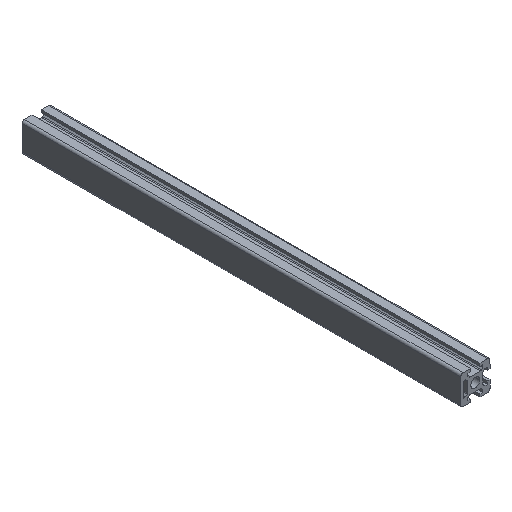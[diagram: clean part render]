
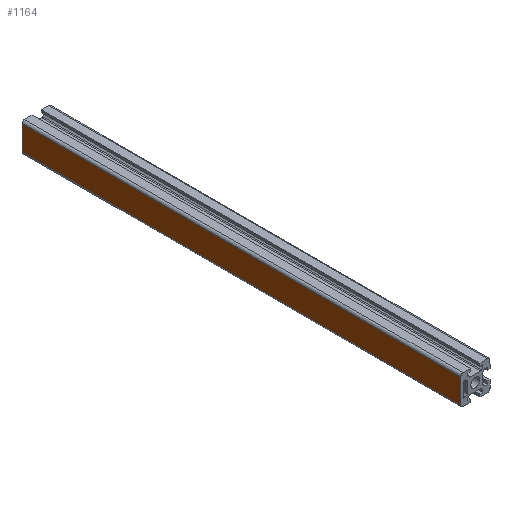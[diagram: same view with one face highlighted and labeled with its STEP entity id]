
A CAD part, isometric view. The second image highlights one B-rep face of the part: STEP entity #1164.
In plain terms, the highlighted face is planar.
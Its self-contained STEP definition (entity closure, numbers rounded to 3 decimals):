
#54 = DIRECTION ( 'NONE',  ( 0., 1., 0. ) ) ;
#60 = CARTESIAN_POINT ( 'NONE',  ( 10., -8.4, 0. ) ) ;
#70 = LINE ( 'NONE', #60, #1528 ) ;
#92 = LINE ( 'NONE', #127, #1519 ) ;
#119 = DIRECTION ( 'NONE',  ( 0., 1., 0. ) ) ;
#127 = CARTESIAN_POINT ( 'NONE',  ( 10., -8.4, -300. ) ) ;
#147 = LINE ( 'NONE', #151, #1556 ) ;
#151 = CARTESIAN_POINT ( 'NONE',  ( 10., -8.4, -300. ) ) ;
#169 = DIRECTION ( 'NONE',  ( 0., 0., 1. ) ) ;
#223 = CARTESIAN_POINT ( 'NONE',  ( 10., 8.4, -300. ) ) ;
#225 = DIRECTION ( 'NONE',  ( 0., 0., 1. ) ) ;
#233 = LINE ( 'NONE', #223, #1610 ) ;
#266 = CARTESIAN_POINT ( 'NONE',  ( 10., 8.4, -300. ) ) ;
#298 = CARTESIAN_POINT ( 'NONE',  ( 10., -8.4, -300. ) ) ;
#313 = CARTESIAN_POINT ( 'NONE',  ( 10., -8.4, 0. ) ) ;
#343 = CARTESIAN_POINT ( 'NONE',  ( 10., 8.4, 0. ) ) ;
#485 = DIRECTION ( 'NONE',  ( 0., 1., 0. ) ) ;
#489 = DIRECTION ( 'NONE',  ( 1., 0., 0. ) ) ;
#494 = FACE_OUTER_BOUND ( 'NONE', #879, .T. ) ;
#496 = PLANE ( 'NONE',  #1431 ) ;
#503 = CARTESIAN_POINT ( 'NONE',  ( 10., -8.4, -300. ) ) ;
#879 = EDGE_LOOP ( 'NONE', ( #1837, #1848, #1807, #1816 ) ) ;
#1164 = ADVANCED_FACE ( 'PLANAR_22', ( #494 ), #496, .T. ) ;
#1275 = EDGE_CURVE ( 'NONE', #1746, #1718, #70, .T. ) ;
#1290 = EDGE_CURVE ( 'NONE', #1714, #1674, #92, .T. ) ;
#1310 = EDGE_CURVE ( 'NONE', #1714, #1746, #147, .T. ) ;
#1328 = EDGE_CURVE ( 'NONE', #1674, #1718, #233, .T. ) ;
#1431 = AXIS2_PLACEMENT_3D ( 'NONE', #503, #489, #485 ) ;
#1519 = VECTOR ( 'NONE', #119, 1000. ) ;
#1528 = VECTOR ( 'NONE', #54, 1000. ) ;
#1556 = VECTOR ( 'NONE', #169, 1000. ) ;
#1610 = VECTOR ( 'NONE', #225, 1000. ) ;
#1674 = VERTEX_POINT ( 'NONE', #266 ) ;
#1714 = VERTEX_POINT ( 'NONE', #298 ) ;
#1718 = VERTEX_POINT ( 'NONE', #343 ) ;
#1746 = VERTEX_POINT ( 'NONE', #313 ) ;
#1807 = ORIENTED_EDGE ( 'NONE', *, *, #1290, .T. ) ;
#1816 = ORIENTED_EDGE ( 'NONE', *, *, #1328, .T. ) ;
#1837 = ORIENTED_EDGE ( 'NONE', *, *, #1275, .F. ) ;
#1848 = ORIENTED_EDGE ( 'NONE', *, *, #1310, .F. ) ;
